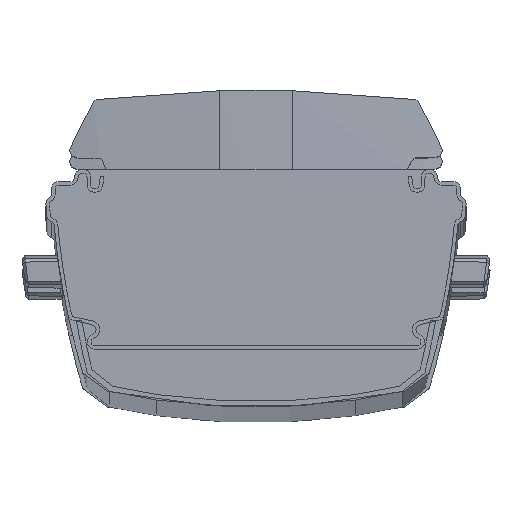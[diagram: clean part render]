
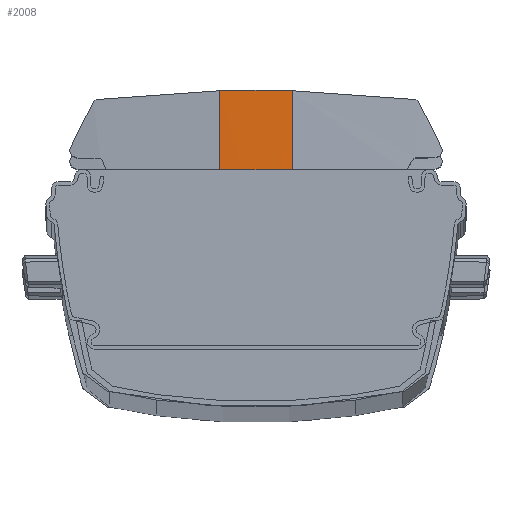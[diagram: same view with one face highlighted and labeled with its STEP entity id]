
A CAD part, top view. The second image highlights one B-rep face of the part: STEP entity #2008.
In plain terms, the highlighted free-form (B-spline) face has degree [3, 3] with [5, 4] control points.
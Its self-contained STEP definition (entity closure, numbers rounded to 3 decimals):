
#159 = CARTESIAN_POINT ( 'NONE',  ( -6., 557.435, -7.745 ) ) ;
#266 = VECTOR ( 'NONE', #5444, 1000. ) ;
#1296 = ORIENTED_EDGE ( 'NONE', *, *, #10351, .T. ) ;
#1444 = DIRECTION ( 'NONE',  ( 0., 0., -1. ) ) ;
#1935 = CARTESIAN_POINT ( 'NONE',  ( 6., 557.435, 6.373 ) ) ;
#2008 = ADVANCED_FACE ( 'NONE', ( #3510 ), #4695, .T. ) ;
#2114 = VERTEX_POINT ( 'NONE', #19702 ) ;
#2341 = CARTESIAN_POINT ( 'NONE',  ( -6., 557.435, -28.922 ) ) ;
#2603 = VERTEX_POINT ( 'NONE', #2341 ) ;
#3510 = FACE_OUTER_BOUND ( 'NONE', #11855, .T. ) ;
#4007 = CARTESIAN_POINT ( 'NONE',  ( -6., 557.435, 13.432 ) ) ;
#4192 = CARTESIAN_POINT ( 'NONE',  ( -6., 557.435, -28.922 ) ) ;
#4676 = B_SPLINE_CURVE_WITH_KNOTS ( 'NONE', 3,
 ( #4192, #11056, #14100, #15942 ),
 .UNSPECIFIED., .F., .F.,
 ( 4, 4 ),
 ( 0., 1. ),
 .UNSPECIFIED. ) ;
#4695 = B_SPLINE_SURFACE_WITH_KNOTS ( 'NONE', 3, 3, ( 
 ( #10505, #13763, #20984, #10397 ),
 ( #17316, #5123, #13867, #20862 ),
 ( #159, #8508, #15381, #22331 ),
 ( #5454, #17429, #11955, #1935 ),
 ( #7156, #6831, #22224, #20651 ) ),
 .UNSPECIFIED., .F., .F., .F.,
 ( 4, 1, 4 ),
 ( 4, 4 ),
 ( 0., 0.5, 1. ),
 ( 0., 1. ),
 .UNSPECIFIED. ) ;
#5123 = CARTESIAN_POINT ( 'NONE',  ( -2.002, 557.522, -21.817 ) ) ;
#5217 = LINE ( 'NONE', #20743, #266 ) ;
#5444 = DIRECTION ( 'NONE',  ( 0., 0., 1. ) ) ;
#5454 = CARTESIAN_POINT ( 'NONE',  ( -6., 557.435, 6.373 ) ) ;
#5928 = CARTESIAN_POINT ( 'NONE',  ( 6., 557.435, 13.432 ) ) ;
#6257 = EDGE_CURVE ( 'NONE', #2603, #11371, #5217, .T. ) ;
#6831 = CARTESIAN_POINT ( 'NONE',  ( -2.003, 557.522, 13.535 ) ) ;
#7156 = CARTESIAN_POINT ( 'NONE',  ( -6., 557.435, 13.432 ) ) ;
#7208 = ORIENTED_EDGE ( 'NONE', *, *, #6257, .T. ) ;
#7220 = CARTESIAN_POINT ( 'NONE',  ( -2.003, 557.522, 13.535 ) ) ;
#8508 = CARTESIAN_POINT ( 'NONE',  ( -2.002, 557.522, -7.676 ) ) ;
#8846 = VERTEX_POINT ( 'NONE', #21561 ) ;
#8892 = CARTESIAN_POINT ( 'NONE',  ( -1.994, 557.608, 13.639 ) ) ;
#10351 = EDGE_CURVE ( 'NONE', #11371, #8846, #20606, .T. ) ;
#10397 = CARTESIAN_POINT ( 'NONE',  ( 6., 557.435, -28.922 ) ) ;
#10505 = CARTESIAN_POINT ( 'NONE',  ( -6., 557.435, -28.922 ) ) ;
#11056 = CARTESIAN_POINT ( 'NONE',  ( -2.002, 557.522, -28.887 ) ) ;
#11371 = VERTEX_POINT ( 'NONE', #4007 ) ;
#11855 = EDGE_LOOP ( 'NONE', ( #7208, #1296, #17153, #14036 ) ) ;
#11955 = CARTESIAN_POINT ( 'NONE',  ( -1.994, 557.608, 6.557 ) ) ;
#12165 = VECTOR ( 'NONE', #1444, 1000. ) ;
#12518 = EDGE_CURVE ( 'NONE', #2603, #2114, #4676, .T. ) ;
#13763 = CARTESIAN_POINT ( 'NONE',  ( -2.002, 557.522, -28.887 ) ) ;
#13867 = CARTESIAN_POINT ( 'NONE',  ( -1.997, 557.608, -21.77 ) ) ;
#14036 = ORIENTED_EDGE ( 'NONE', *, *, #12518, .F. ) ;
#14100 = CARTESIAN_POINT ( 'NONE',  ( -1.997, 557.608, -28.852 ) ) ;
#15381 = CARTESIAN_POINT ( 'NONE',  ( -1.996, 557.608, -7.607 ) ) ;
#15942 = CARTESIAN_POINT ( 'NONE',  ( 6., 557.435, -28.922 ) ) ;
#16919 = CARTESIAN_POINT ( 'NONE',  ( 6., 557.435, 13.432 ) ) ;
#16997 = EDGE_CURVE ( 'NONE', #8846, #2114, #18623, .T. ) ;
#17153 = ORIENTED_EDGE ( 'NONE', *, *, #16997, .T. ) ;
#17316 = CARTESIAN_POINT ( 'NONE',  ( -6., 557.435, -21.863 ) ) ;
#17429 = CARTESIAN_POINT ( 'NONE',  ( -2.003, 557.522, 6.465 ) ) ;
#18623 = LINE ( 'NONE', #16919, #12165 ) ;
#19702 = CARTESIAN_POINT ( 'NONE',  ( 6., 557.435, -28.922 ) ) ;
#20606 = B_SPLINE_CURVE_WITH_KNOTS ( 'NONE', 3,
 ( #21459, #7220, #8892, #5928 ),
 .UNSPECIFIED., .F., .F.,
 ( 4, 4 ),
 ( 0., 1. ),
 .UNSPECIFIED. ) ;
#20651 = CARTESIAN_POINT ( 'NONE',  ( 6., 557.435, 13.432 ) ) ;
#20743 = CARTESIAN_POINT ( 'NONE',  ( -6., 557.435, -28.922 ) ) ;
#20862 = CARTESIAN_POINT ( 'NONE',  ( 6., 557.435, -21.863 ) ) ;
#20984 = CARTESIAN_POINT ( 'NONE',  ( -1.997, 557.608, -28.852 ) ) ;
#21459 = CARTESIAN_POINT ( 'NONE',  ( -6., 557.435, 13.432 ) ) ;
#21561 = CARTESIAN_POINT ( 'NONE',  ( 6., 557.435, 13.432 ) ) ;
#22224 = CARTESIAN_POINT ( 'NONE',  ( -1.994, 557.608, 13.639 ) ) ;
#22331 = CARTESIAN_POINT ( 'NONE',  ( 6., 557.435, -7.745 ) ) ;
